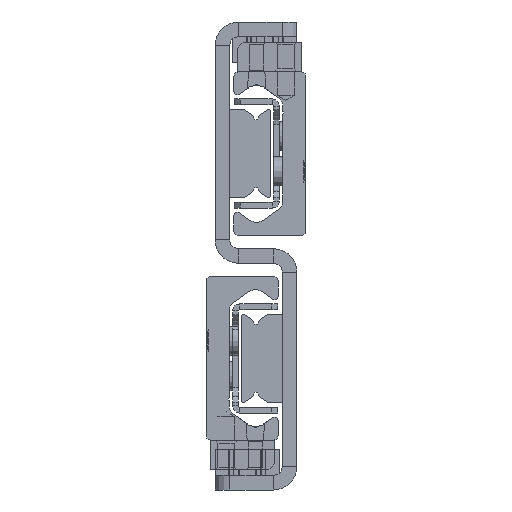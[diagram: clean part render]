
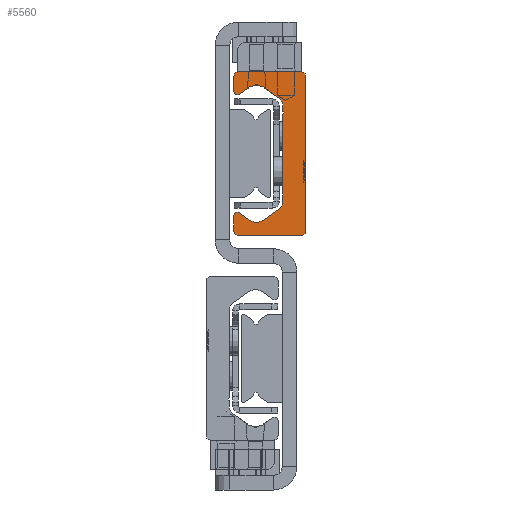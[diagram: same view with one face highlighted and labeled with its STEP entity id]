
A CAD part, left-side view. The second image highlights one B-rep face of the part: STEP entity #5560.
In plain terms, the highlighted planar face has unit normal (-1, 0, 0).
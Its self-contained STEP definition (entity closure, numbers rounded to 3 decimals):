
#4621=CARTESIAN_POINT('',(0.0,1.56,-9.512));
#4622=VERTEX_POINT('',#4621);
#4629=CARTESIAN_POINT('',(0.0,-1.123,-11.391));
#4630=VERTEX_POINT('',#4629);
#4631=CARTESIAN_POINT('',(0.0,1.56,-9.512));
#4632=DIRECTION('',(0.0,-0.819,-0.574));
#4633=VECTOR('',#4632,3.276);
#4634=LINE('',#4631,#4633);
#4635=EDGE_CURVE('',#4622,#4630,#4634,.T.);
#4685=CARTESIAN_POINT('',(0.0,-3.417,-11.391));
#4686=VERTEX_POINT('',#4685);
#4687=CARTESIAN_POINT('',(0.0,-2.27,-9.753));
#4688=DIRECTION('',(-1.0,0.0,0.0));
#4689=DIRECTION('',(0.0,0.574,0.819));
#4690=AXIS2_PLACEMENT_3D('',#4687,#4688,#4689);
#4691=CIRCLE('',#4690,2.);
#4692=EDGE_CURVE('',#4630,#4686,#4691,.T.);
#4775=CARTESIAN_POINT('',(0.0,5.4,-14.0));
#4776=VERTEX_POINT('',#4775);
#4783=CARTESIAN_POINT('',(0.0,6.15,-13.25));
#4784=VERTEX_POINT('',#4783);
#4785=CARTESIAN_POINT('',(0.0,5.4,-13.25));
#4786=DIRECTION('',(1.0,0.0,0.0));
#4787=DIRECTION('',(0.0,0.0,-1.0));
#4788=AXIS2_PLACEMENT_3D('',#4785,#4786,#4787);
#4789=CIRCLE('',#4788,0.75);
#4790=EDGE_CURVE('',#4776,#4784,#4789,.T.);
#4814=CARTESIAN_POINT('',(0.0,-5.4,-14.));
#4815=VERTEX_POINT('',#4814);
#4822=CARTESIAN_POINT('',(0.0,-5.4,-14.));
#4823=DIRECTION('',(0.0,1.0,0.0));
#4824=VECTOR('',#4823,10.8);
#4825=LINE('',#4822,#4824);
#4826=EDGE_CURVE('',#4815,#4776,#4825,.T.);
#4858=CARTESIAN_POINT('',(0.0,-6.15,-13.25));
#4859=VERTEX_POINT('',#4858);
#4866=CARTESIAN_POINT('',(0.0,-5.4,-13.25));
#4867=DIRECTION('',(1.0,0.0,0.0));
#4868=DIRECTION('',(0.0,-1.0,0.0));
#4869=AXIS2_PLACEMENT_3D('',#4866,#4867,#4868);
#4870=CIRCLE('',#4869,0.75);
#4871=EDGE_CURVE('',#4859,#4815,#4870,.T.);
#4890=CARTESIAN_POINT('',(0.0,-6.15,-10.63));
#4891=VERTEX_POINT('',#4890);
#4898=CARTESIAN_POINT('',(0.0,-6.15,-10.63));
#4899=DIRECTION('',(0.0,0.0,-1.0));
#4900=VECTOR('',#4899,2.62);
#4901=LINE('',#4898,#4900);
#4902=EDGE_CURVE('',#4891,#4859,#4901,.T.);
#4922=CARTESIAN_POINT('',(0.0,-5.206,-10.139));
#4923=VERTEX_POINT('',#4922);
#4930=CARTESIAN_POINT('',(0.0,-5.55,-10.63));
#4931=DIRECTION('',(1.0,0.0,0.0));
#4932=DIRECTION('',(0.0,0.574,0.819));
#4933=AXIS2_PLACEMENT_3D('',#4930,#4931,#4932);
#4934=CIRCLE('',#4933,0.6);
#4935=EDGE_CURVE('',#4923,#4891,#4934,.T.);
#4955=CARTESIAN_POINT('',(0.0,-3.417,-11.391));
#4956=DIRECTION('',(0.0,-0.819,0.574));
#4957=VECTOR('',#4956,2.184);
#4958=LINE('',#4955,#4957);
#4959=EDGE_CURVE('',#4686,#4923,#4958,.T.);
#4998=CARTESIAN_POINT('',(0.0,2.2,-8.283));
#4999=VERTEX_POINT('',#4998);
#5006=CARTESIAN_POINT('',(0.0,0.7,-8.283));
#5007=DIRECTION('',(-1.0,0.0,0.0));
#5008=DIRECTION('',(0.0,-0.574,0.819));
#5009=AXIS2_PLACEMENT_3D('',#5006,#5007,#5008);
#5010=CIRCLE('',#5009,1.5);
#5011=EDGE_CURVE('',#4999,#4622,#5010,.T.);
#5030=CARTESIAN_POINT('',(0.0,2.2,-7.25));
#5031=VERTEX_POINT('',#5030);
#5038=CARTESIAN_POINT('',(0.0,2.2,-7.25));
#5039=DIRECTION('',(0.0,0.0,-1.0));
#5040=VECTOR('',#5039,1.033);
#5041=LINE('',#5038,#5040);
#5042=EDGE_CURVE('',#5031,#4999,#5041,.T.);
#5062=CARTESIAN_POINT('',(0.0,2.2,-6.75));
#5063=VERTEX_POINT('',#5062);
#5070=CARTESIAN_POINT('',(0.0,2.2,-7.));
#5071=DIRECTION('',(-1.0,0.0,0.0));
#5072=DIRECTION('',(0.0,0.0,1.0));
#5073=AXIS2_PLACEMENT_3D('',#5070,#5071,#5072);
#5074=CIRCLE('',#5073,0.25);
#5075=EDGE_CURVE('',#5063,#5031,#5074,.T.);
#5094=CARTESIAN_POINT('',(0.0,2.2,8.283));
#5095=VERTEX_POINT('',#5094);
#5102=CARTESIAN_POINT('',(0.0,2.2,8.283));
#5103=DIRECTION('',(0.0,0.0,-1.0));
#5104=VECTOR('',#5103,15.033);
#5105=LINE('',#5102,#5104);
#5106=EDGE_CURVE('',#5095,#5063,#5105,.T.);
#5180=CARTESIAN_POINT('',(0.0,1.56,9.512));
#5181=VERTEX_POINT('',#5180);
#5188=CARTESIAN_POINT('',(0.0,0.7,8.283));
#5189=DIRECTION('',(-1.0,0.0,0.0));
#5190=DIRECTION('',(0.0,-1.0,0.0));
#5191=AXIS2_PLACEMENT_3D('',#5188,#5189,#5190);
#5192=CIRCLE('',#5191,1.5);
#5193=EDGE_CURVE('',#5181,#5095,#5192,.T.);
#5212=CARTESIAN_POINT('',(0.0,-1.123,11.391));
#5213=VERTEX_POINT('',#5212);
#5220=CARTESIAN_POINT('',(0.0,-1.123,11.391));
#5221=DIRECTION('',(0.0,0.819,-0.574));
#5222=VECTOR('',#5221,3.276);
#5223=LINE('',#5220,#5222);
#5224=EDGE_CURVE('',#5213,#5181,#5223,.T.);
#5244=CARTESIAN_POINT('',(0.0,-3.417,11.391));
#5245=VERTEX_POINT('',#5244);
#5252=CARTESIAN_POINT('',(0.0,-2.27,9.753));
#5253=DIRECTION('',(-1.0,0.0,0.0));
#5254=DIRECTION('',(0.0,-0.574,-0.819));
#5255=AXIS2_PLACEMENT_3D('',#5252,#5253,#5254);
#5256=CIRCLE('',#5255,2.);
#5257=EDGE_CURVE('',#5245,#5213,#5256,.T.);
#5276=CARTESIAN_POINT('',(0.0,-5.206,10.139));
#5277=VERTEX_POINT('',#5276);
#5284=CARTESIAN_POINT('',(0.0,-5.206,10.139));
#5285=DIRECTION('',(0.0,0.819,0.574));
#5286=VECTOR('',#5285,2.184);
#5287=LINE('',#5284,#5286);
#5288=EDGE_CURVE('',#5277,#5245,#5287,.T.);
#5308=CARTESIAN_POINT('',(0.0,-6.15,10.63));
#5309=VERTEX_POINT('',#5308);
#5316=CARTESIAN_POINT('',(0.0,-5.55,10.63));
#5317=DIRECTION('',(1.0,0.0,0.0));
#5318=DIRECTION('',(0.0,-1.0,0.0));
#5319=AXIS2_PLACEMENT_3D('',#5316,#5317,#5318);
#5320=CIRCLE('',#5319,0.6);
#5321=EDGE_CURVE('',#5309,#5277,#5320,.T.);
#5340=CARTESIAN_POINT('',(0.0,-6.15,13.25));
#5341=VERTEX_POINT('',#5340);
#5348=CARTESIAN_POINT('',(0.0,-6.15,13.25));
#5349=DIRECTION('',(0.0,0.0,-1.0));
#5350=VECTOR('',#5349,2.62);
#5351=LINE('',#5348,#5350);
#5352=EDGE_CURVE('',#5341,#5309,#5351,.T.);
#5372=CARTESIAN_POINT('',(0.0,-5.4,14.));
#5373=VERTEX_POINT('',#5372);
#5380=CARTESIAN_POINT('',(0.0,-5.4,13.25));
#5381=DIRECTION('',(1.0,0.0,0.0));
#5382=DIRECTION('',(0.0,0.0,1.0));
#5383=AXIS2_PLACEMENT_3D('',#5380,#5381,#5382);
#5384=CIRCLE('',#5383,0.75);
#5385=EDGE_CURVE('',#5373,#5341,#5384,.T.);
#5404=CARTESIAN_POINT('',(0.0,5.4,14.0));
#5405=VERTEX_POINT('',#5404);
#5412=CARTESIAN_POINT('',(0.0,5.4,14.0));
#5413=DIRECTION('',(0.0,-1.0,0.0));
#5414=VECTOR('',#5413,10.8);
#5415=LINE('',#5412,#5414);
#5416=EDGE_CURVE('',#5405,#5373,#5415,.T.);
#5436=CARTESIAN_POINT('',(0.0,6.15,13.25));
#5437=VERTEX_POINT('',#5436);
#5444=CARTESIAN_POINT('',(0.0,5.4,13.25));
#5445=DIRECTION('',(1.0,0.0,0.0));
#5446=DIRECTION('',(0.0,1.0,0.0));
#5447=AXIS2_PLACEMENT_3D('',#5444,#5445,#5446);
#5448=CIRCLE('',#5447,0.75);
#5449=EDGE_CURVE('',#5437,#5405,#5448,.T.);
#5467=CARTESIAN_POINT('',(0.0,6.15,-13.25));
#5468=DIRECTION('',(0.0,0.0,1.0));
#5469=VECTOR('',#5468,26.5);
#5470=LINE('',#5467,#5469);
#5471=EDGE_CURVE('',#4784,#5437,#5470,.T.);
#5531=CARTESIAN_POINT('',(0.0,1.352,-0.021));
#5532=DIRECTION('',(1.0,0.0,0.0));
#5533=DIRECTION('',(0.0,0.0,-1.0));
#5534=AXIS2_PLACEMENT_3D('',#5531,#5532,#5533);
#5535=PLANE('',#5534);
#5536=ORIENTED_EDGE('',*,*,#5471,.F.);
#5537=ORIENTED_EDGE('',*,*,#4790,.F.);
#5538=ORIENTED_EDGE('',*,*,#4826,.F.);
#5539=ORIENTED_EDGE('',*,*,#4871,.F.);
#5540=ORIENTED_EDGE('',*,*,#4902,.F.);
#5541=ORIENTED_EDGE('',*,*,#4935,.F.);
#5542=ORIENTED_EDGE('',*,*,#4959,.F.);
#5543=ORIENTED_EDGE('',*,*,#4692,.F.);
#5544=ORIENTED_EDGE('',*,*,#4635,.F.);
#5545=ORIENTED_EDGE('',*,*,#5011,.F.);
#5546=ORIENTED_EDGE('',*,*,#5042,.F.);
#5547=ORIENTED_EDGE('',*,*,#5075,.F.);
#5548=ORIENTED_EDGE('',*,*,#5106,.F.);
#5549=ORIENTED_EDGE('',*,*,#5193,.F.);
#5550=ORIENTED_EDGE('',*,*,#5224,.F.);
#5551=ORIENTED_EDGE('',*,*,#5257,.F.);
#5552=ORIENTED_EDGE('',*,*,#5288,.F.);
#5553=ORIENTED_EDGE('',*,*,#5321,.F.);
#5554=ORIENTED_EDGE('',*,*,#5352,.F.);
#5555=ORIENTED_EDGE('',*,*,#5385,.F.);
#5556=ORIENTED_EDGE('',*,*,#5416,.F.);
#5557=ORIENTED_EDGE('',*,*,#5449,.F.);
#5558=EDGE_LOOP('',(#5536,#5537,#5538,#5539,#5540,#5541,#5542,#5543,#5544,#5545,#5546,#5547,#5548,#5549,#5550,#5551,#5552,#5553,#5554,#5555,#5556,#5557));
#5559=FACE_OUTER_BOUND('',#5558,.T.);
#5560=ADVANCED_FACE('',(#5559),#5535,.F.);
